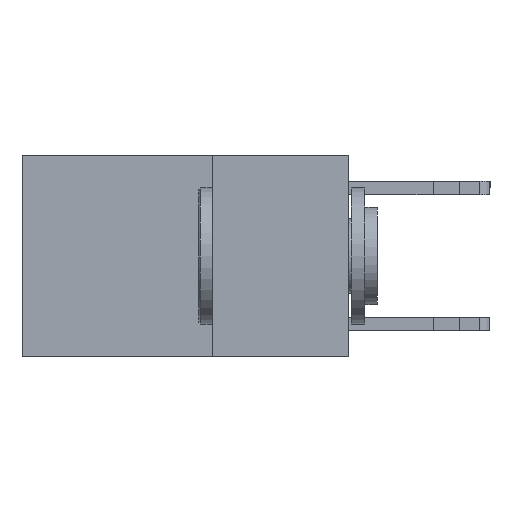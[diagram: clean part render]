
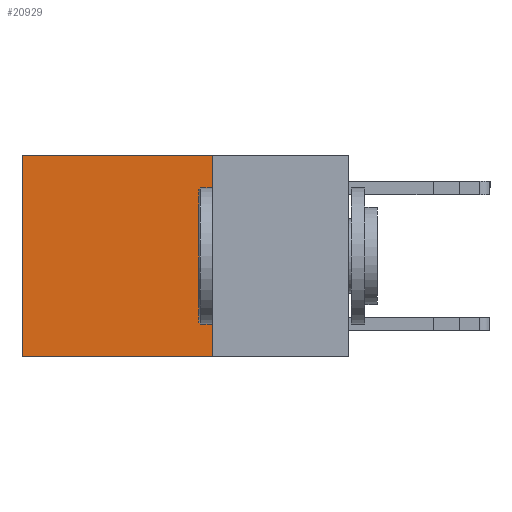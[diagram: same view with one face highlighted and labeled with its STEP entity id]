
A CAD part, left-side view. The second image highlights one B-rep face of the part: STEP entity #20929.
In plain terms, the highlighted planar face has unit normal (-1, 0, 0).
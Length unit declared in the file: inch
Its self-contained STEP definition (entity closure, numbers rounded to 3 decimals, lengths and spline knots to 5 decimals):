
#1272 = EDGE_CURVE ( 'NONE', #23973, #20076, #12152, .T. ) ;
#1536 = ORIENTED_EDGE ( 'NONE', *, *, #1272, .F. ) ;
#2284 = VECTOR ( 'NONE', #8139, 39.37008 ) ;
#2886 = CARTESIAN_POINT ( 'NONE',  ( 0.2625, 0.6, 0. ) ) ;
#3284 = CARTESIAN_POINT ( 'NONE',  ( 0.2625, 0.6, 0. ) ) ;
#3965 = EDGE_LOOP ( 'NONE', ( #11044, #1536, #22051, #22664 ) ) ;
#5023 = EDGE_CURVE ( 'NONE', #9681, #20076, #20146, .T. ) ;
#5027 = VECTOR ( 'NONE', #23151, 39.37008 ) ;
#6295 = CARTESIAN_POINT ( 'NONE',  ( 0.2625, 0.25, 0. ) ) ;
#6392 = EDGE_CURVE ( 'NONE', #9657, #9681, #23573, .T. ) ;
#8139 = DIRECTION ( 'NONE',  ( 0., 1., 0. ) ) ;
#9542 = CARTESIAN_POINT ( 'NONE',  ( 0.2625, 0.25, 0. ) ) ;
#9657 = VERTEX_POINT ( 'NONE', #19026 ) ;
#9681 = VERTEX_POINT ( 'NONE', #3284 ) ;
#10557 = DIRECTION ( 'NONE',  ( 0., 0., -1. ) ) ;
#11044 = ORIENTED_EDGE ( 'NONE', *, *, #5023, .T. ) ;
#12152 = LINE ( 'NONE', #21766, #2284 ) ;
#12577 = DIRECTION ( 'NONE',  ( 0., 1., 0. ) ) ;
#13005 = DIRECTION ( 'NONE',  ( 0., 0., -1. ) ) ;
#14768 = FACE_OUTER_BOUND ( 'NONE', #3965, .T. ) ;
#15229 = LINE ( 'NONE', #9542, #5027 ) ;
#16639 = CARTESIAN_POINT ( 'NONE',  ( 0.2625, 0.25, -0.37 ) ) ;
#16698 = VECTOR ( 'NONE', #10557, 39.37008 ) ;
#17636 = AXIS2_PLACEMENT_3D ( 'NONE', #22451, #22575, #13005 ) ;
#18181 = EDGE_CURVE ( 'NONE', #9657, #23973, #15229, .T. ) ;
#18823 = PLANE ( 'NONE',  #17636 ) ;
#19026 = CARTESIAN_POINT ( 'NONE',  ( 0.2625, 0.25, 0. ) ) ;
#20076 = VERTEX_POINT ( 'NONE', #21740 ) ;
#20146 = LINE ( 'NONE', #2886, #16698 ) ;
#20929 = ADVANCED_FACE ( 'NONE', ( #14768 ), #18823, .F. ) ;
#21740 = CARTESIAN_POINT ( 'NONE',  ( 0.2625, 0.6, -0.37 ) ) ;
#21766 = CARTESIAN_POINT ( 'NONE',  ( 0.2625, 0.25, -0.37 ) ) ;
#22051 = ORIENTED_EDGE ( 'NONE', *, *, #18181, .F. ) ;
#22407 = VECTOR ( 'NONE', #12577, 39.37008 ) ;
#22451 = CARTESIAN_POINT ( 'NONE',  ( 0.2625, 0.25, 0. ) ) ;
#22575 = DIRECTION ( 'NONE',  ( 1., 0., 0. ) ) ;
#22664 = ORIENTED_EDGE ( 'NONE', *, *, #6392, .T. ) ;
#23151 = DIRECTION ( 'NONE',  ( 0., 0., -1. ) ) ;
#23573 = LINE ( 'NONE', #6295, #22407 ) ;
#23973 = VERTEX_POINT ( 'NONE', #16639 ) ;
